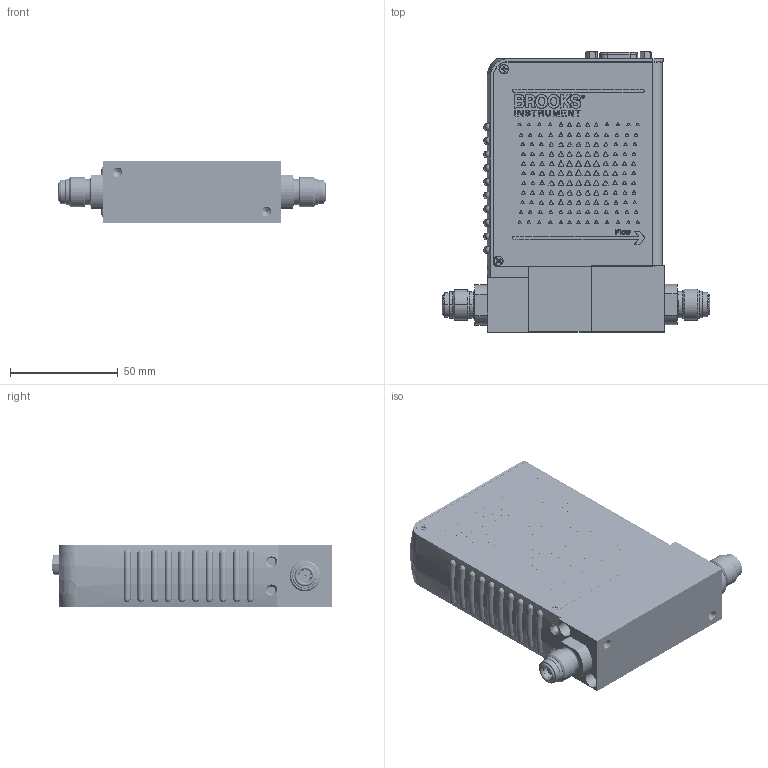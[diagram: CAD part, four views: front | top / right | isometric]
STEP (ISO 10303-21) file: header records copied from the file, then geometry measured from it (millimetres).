
FILE_DESCRIPTION (( 'STEP AP214' ), '1' );
FILE_NAME ('GP200-VCR-ANALOG.STEP', '2021-08-02T21:00:06', ( '' ), ( '' ), 'SwSTEP 2.0', 'SolidWorks 2020', '' );
FILE_SCHEMA (( 'AUTOMOTIVE_DESIGN' ));
Length unit declared in the file: inch
Products named in the file (1): GP200-VCR-ANALOG
Bounding box: 124.02 x 130.28 x 28.46 mm (x, y, z)
Volume: 109034.3 mm3; surface area: 78966 mm2
Topology: 48 solids, 48 shells, 7932 faces, 21965 edges, 14440 vertices
Faces by surface type: cylinder 4448, plane 2589, bspline 513, cone 228, torus 118, sphere 36
Entity records: 292185 total; most frequent: CARTESIAN_POINT 80073, DIRECTION 44861, ORIENTED_EDGE 43842, EDGE_CURVE 21921, AXIS2_PLACEMENT_3D 16951, VERTEX_POINT 14440, LINE 10959, VECTOR 10959
